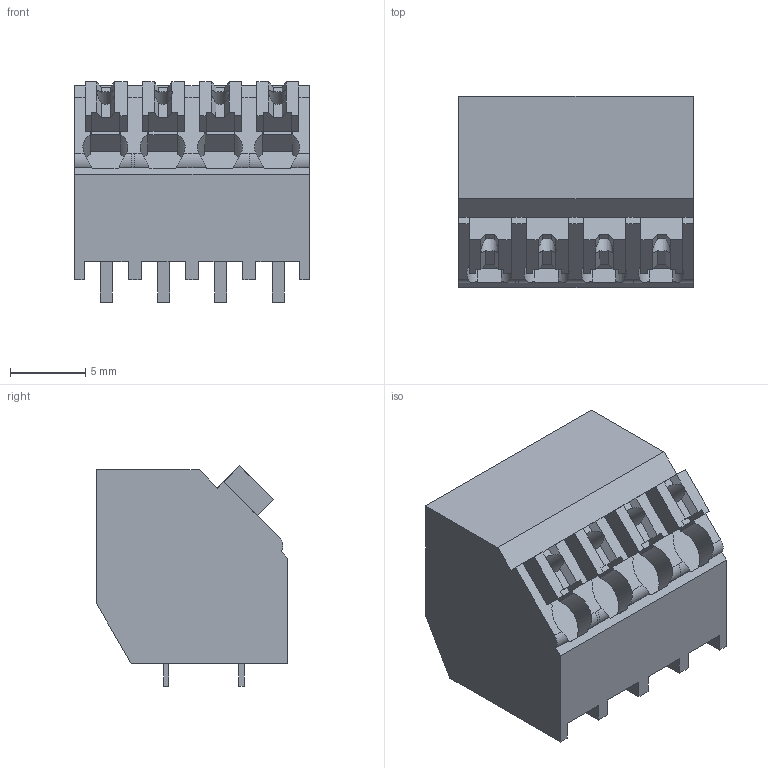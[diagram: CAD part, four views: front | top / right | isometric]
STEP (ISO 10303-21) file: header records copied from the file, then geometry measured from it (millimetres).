
FILE_DESCRIPTION(('CATIA V5 STEP Exchange','CAx-IF Rec.Pracs.--- Model Styling and Organization---1.2---2011-12-15'),'2;1');
FILE_NAME ('D1458479_0_1885430000_1885430000.stp','2018-03-20T11:07:32+00:00',('none'),('Weidmueller'),'CATIA Version 5-6 Release 2014','CATIA V5 STEP AP214','none');
FILE_SCHEMA(('AUTOMOTIVE_DESIGN { 1 0 10303 214 1 1 1 1 }'));
Length unit declared in the file: millimetre
Products named in the file (1): 1885430000
Bounding box: 15.63 x 12.7 x 14.66 mm (x, y, z)
Volume: 1796.2 mm3; surface area: 1823.7 mm2
Topology: 13 solids, 13 shells, 255 faces, 715 edges, 486 vertices
Faces by surface type: plane 231, cylinder 24
Entity records: 7716 total; most frequent: CARTESIAN_POINT 1512, ORIENTED_EDGE 1430, DIRECTION 999, EDGE_CURVE 715, VECTOR 630, LINE 630, VERTEX_POINT 486, EDGE_LOOP 263
